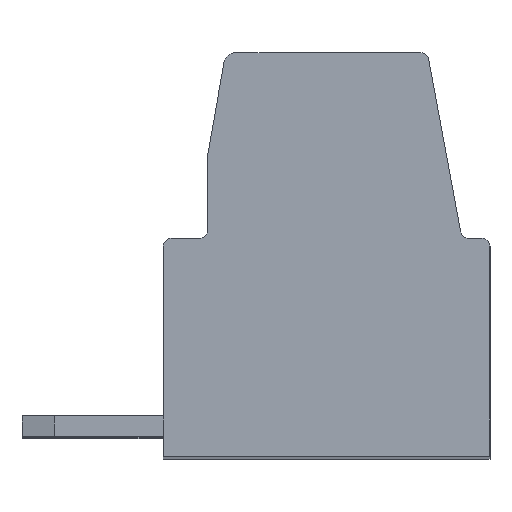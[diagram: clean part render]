
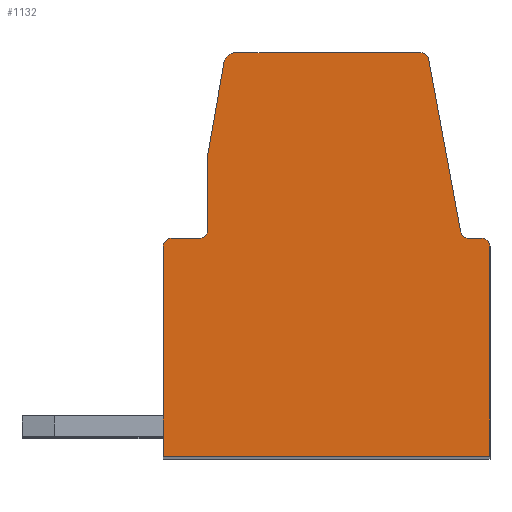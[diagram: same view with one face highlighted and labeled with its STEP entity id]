
A CAD part, top view. The second image highlights one B-rep face of the part: STEP entity #1132.
In plain terms, the highlighted planar face has unit normal (0, 0, 1).
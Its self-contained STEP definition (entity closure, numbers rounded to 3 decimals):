
#1132 = ADVANCED_FACE( '', ( #2306 ), #2307, .F. );
#2306 = FACE_OUTER_BOUND( '', #3504, .T. );
#2307 = PLANE( '', #3505 );
#3504 = EDGE_LOOP( '', ( #6690, #6691, #6692, #6693, #6694, #6695, #6696, #6697, #6698, #6699, #6700, #6701, #6702, #6703, #6704 ) );
#3505 = AXIS2_PLACEMENT_3D( '', #6705, #6706, #6707 );
#6690 = ORIENTED_EDGE( '', *, *, #8421, .T. );
#6691 = ORIENTED_EDGE( '', *, *, #7643, .T. );
#6692 = ORIENTED_EDGE( '', *, *, #8203, .F. );
#6693 = ORIENTED_EDGE( '', *, *, #8103, .T. );
#6694 = ORIENTED_EDGE( '', *, *, #8358, .T. );
#6695 = ORIENTED_EDGE( '', *, *, #7808, .T. );
#6696 = ORIENTED_EDGE( '', *, *, #8349, .T. );
#6697 = ORIENTED_EDGE( '', *, *, #8417, .T. );
#6698 = ORIENTED_EDGE( '', *, *, #7544, .F. );
#6699 = ORIENTED_EDGE( '', *, *, #8478, .T. );
#6700 = ORIENTED_EDGE( '', *, *, #7608, .F. );
#6701 = ORIENTED_EDGE( '', *, *, #8486, .T. );
#6702 = ORIENTED_EDGE( '', *, *, #8140, .T. );
#6703 = ORIENTED_EDGE( '', *, *, #7658, .T. );
#6704 = ORIENTED_EDGE( '', *, *, #7461, .F. );
#6705 = CARTESIAN_POINT( '', ( 0.81, -4.4, 0. ) );
#6706 = DIRECTION( '', ( 0., 0., -1. ) );
#6707 = DIRECTION( '', ( 0., 1., 0. ) );
#7461 = EDGE_CURVE( '', #9051, #9053, #9054, .T. );
#7544 = EDGE_CURVE( '', #9192, #9194, #9195, .T. );
#7608 = EDGE_CURVE( '', #9298, #9300, #9301, .T. );
#7643 = EDGE_CURVE( '', #9357, #9355, #9358, .T. );
#7658 = EDGE_CURVE( '', #9382, #9053, #9383, .T. );
#7808 = EDGE_CURVE( '', #9613, #9614, #9615, .T. );
#8103 = EDGE_CURVE( '', #10055, #10053, #10056, .T. );
#8140 = EDGE_CURVE( '', #10099, #9382, #10102, .T. );
#8203 = EDGE_CURVE( '', #10055, #9355, #10183, .T. );
#8349 = EDGE_CURVE( '', #9614, #10364, #10366, .T. );
#8358 = EDGE_CURVE( '', #10053, #9613, #10375, .T. );
#8417 = EDGE_CURVE( '', #10364, #9194, #10443, .T. );
#8421 = EDGE_CURVE( '', #9051, #9357, #10447, .T. );
#8478 = EDGE_CURVE( '', #9192, #9300, #10507, .T. );
#8486 = EDGE_CURVE( '', #9298, #10099, #10515, .T. );
#9051 = VERTEX_POINT( '', #11285 );
#9053 = VERTEX_POINT( '', #11288 );
#9054 = CIRCLE( '', #11289, 0.3 );
#9192 = VERTEX_POINT( '', #11489 );
#9194 = VERTEX_POINT( '', #11492 );
#9195 = CIRCLE( '', #11493, 0.2 );
#9298 = VERTEX_POINT( '', #11638 );
#9300 = VERTEX_POINT( '', #11641 );
#9301 = CIRCLE( '', #11642, 0.2 );
#9355 = VERTEX_POINT( '', #11722 );
#9357 = VERTEX_POINT( '', #11725 );
#9358 = LINE( '', #11726, #11727 );
#9382 = VERTEX_POINT( '', #11760 );
#9383 = LINE( '', #11761, #11762 );
#9613 = VERTEX_POINT( '', #12108 );
#9614 = VERTEX_POINT( '', #12109 );
#9615 = LINE( '', #12110, #12111 );
#10053 = VERTEX_POINT( '', #12757 );
#10055 = VERTEX_POINT( '', #12760 );
#10056 = LINE( '', #12761, #12762 );
#10099 = VERTEX_POINT( '', #12826 );
#10102 = CIRCLE( '', #12830, 0.2 );
#10183 = CIRCLE( '', #12954, 0.2 );
#10364 = VERTEX_POINT( '', #13216 );
#10366 = LINE( '', #13219, #13220 );
#10375 = CIRCLE( '', #13232, 0.2 );
#10443 = LINE( '', #13330, #13331 );
#10447 = LINE( '', #13337, #13338 );
#10507 = LINE( '', #13423, #13424 );
#10515 = LINE( '', #13435, #13436 );
#11285 = CARTESIAN_POINT( '', ( -6.594, 9.752, 0. ) );
#11288 = CARTESIAN_POINT( '', ( -6.298, 10., 0. ) );
#11289 = AXIS2_PLACEMENT_3D( '', #13817, #13818, #13819 );
#11489 = CARTESIAN_POINT( '', ( -0.2, 5.4, 0. ) );
#11492 = CARTESIAN_POINT( '', ( 0., 5.2, 0. ) );
#11493 = AXIS2_PLACEMENT_3D( '', #13889, #13890, #13891 );
#11638 = CARTESIAN_POINT( '', ( -0.728, 5.564, 0. ) );
#11641 = CARTESIAN_POINT( '', ( -0.531, 5.4, 0. ) );
#11642 = AXIS2_PLACEMENT_3D( '', #13956, #13957, #13958 );
#11722 = CARTESIAN_POINT( '', ( -7., 5.6, 0. ) );
#11725 = CARTESIAN_POINT( '', ( -7., 7.448, 0. ) );
#11726 = CARTESIAN_POINT( '', ( -7., -18.438, 0. ) );
#11727 = VECTOR( '', #13989, 1000. );
#11760 = CARTESIAN_POINT( '', ( -1.716, 10., 0. ) );
#11761 = CARTESIAN_POINT( '', ( -16.414, 10., 0. ) );
#11762 = VECTOR( '', #14005, 1000. );
#12108 = CARTESIAN_POINT( '', ( -8.1, 5.2, 0. ) );
#12109 = CARTESIAN_POINT( '', ( -8.1, 0., 0. ) );
#12110 = CARTESIAN_POINT( '', ( -8.1, -18.438, 0. ) );
#12111 = VECTOR( '', #14131, 1000. );
#12757 = CARTESIAN_POINT( '', ( -7.9, 5.4, 0. ) );
#12760 = CARTESIAN_POINT( '', ( -7.2, 5.4, 0. ) );
#12761 = CARTESIAN_POINT( '', ( -16.414, 5.4, 0. ) );
#12762 = VECTOR( '', #14395, 1000. );
#12826 = CARTESIAN_POINT( '', ( -1.52, 9.836, 0. ) );
#12830 = AXIS2_PLACEMENT_3D( '', #14427, #14428, #14429 );
#12954 = AXIS2_PLACEMENT_3D( '', #14479, #14480, #14481 );
#13216 = CARTESIAN_POINT( '', ( 0., 0., 0. ) );
#13219 = CARTESIAN_POINT( '', ( -16.414, 0., 0. ) );
#13220 = VECTOR( '', #14597, 1000. );
#13232 = AXIS2_PLACEMENT_3D( '', #14604, #14605, #14606 );
#13330 = CARTESIAN_POINT( '', ( 0., -18.438, 0. ) );
#13331 = VECTOR( '', #14646, 1000. );
#13337 = CARTESIAN_POINT( '', ( -11.564, -18.438, 0. ) );
#13338 = VECTOR( '', #14649, 1000. );
#13423 = CARTESIAN_POINT( '', ( -16.414, 5.4, 0. ) );
#13424 = VECTOR( '', #14675, 1000. );
#13435 = CARTESIAN_POINT( '', ( 3.721, -18.438, 0. ) );
#13436 = VECTOR( '', #14679, 1000. );
#13817 = CARTESIAN_POINT( '', ( -6.298, 9.7, 0. ) );
#13818 = DIRECTION( '', ( 0., 0., -1. ) );
#13819 = DIRECTION( '', ( -1., 0., 0. ) );
#13889 = CARTESIAN_POINT( '', ( -0.2, 5.2, 0. ) );
#13890 = DIRECTION( '', ( 0., 0., -1. ) );
#13891 = DIRECTION( '', ( -1., 0., 0. ) );
#13956 = CARTESIAN_POINT( '', ( -0.531, 5.6, 0. ) );
#13957 = DIRECTION( '', ( 0., 0., 1. ) );
#13958 = DIRECTION( '', ( 1., 0., 0. ) );
#13989 = DIRECTION( '', ( 0., -1., 0. ) );
#14005 = DIRECTION( '', ( -1., 0., 0. ) );
#14131 = DIRECTION( '', ( 0., -1., 0. ) );
#14395 = DIRECTION( '', ( -1., 0., 0. ) );
#14427 = CARTESIAN_POINT( '', ( -1.716, 9.8, 0. ) );
#14428 = DIRECTION( '', ( 0., 0., 1. ) );
#14429 = DIRECTION( '', ( 1., 0., 0. ) );
#14479 = CARTESIAN_POINT( '', ( -7.2, 5.6, 0. ) );
#14480 = DIRECTION( '', ( 0., 0., 1. ) );
#14481 = DIRECTION( '', ( 1., 0., 0. ) );
#14597 = DIRECTION( '', ( 1., 0., 0. ) );
#14604 = CARTESIAN_POINT( '', ( -7.9, 5.2, 0. ) );
#14605 = DIRECTION( '', ( 0., 0., 1. ) );
#14606 = DIRECTION( '', ( 1., 0., 0. ) );
#14646 = DIRECTION( '', ( 0., 1., 0. ) );
#14649 = DIRECTION( '', ( -0.174, -0.985, 0. ) );
#14675 = DIRECTION( '', ( -1., 0., 0. ) );
#14679 = DIRECTION( '', ( -0.182, 0.983, 0. ) );
